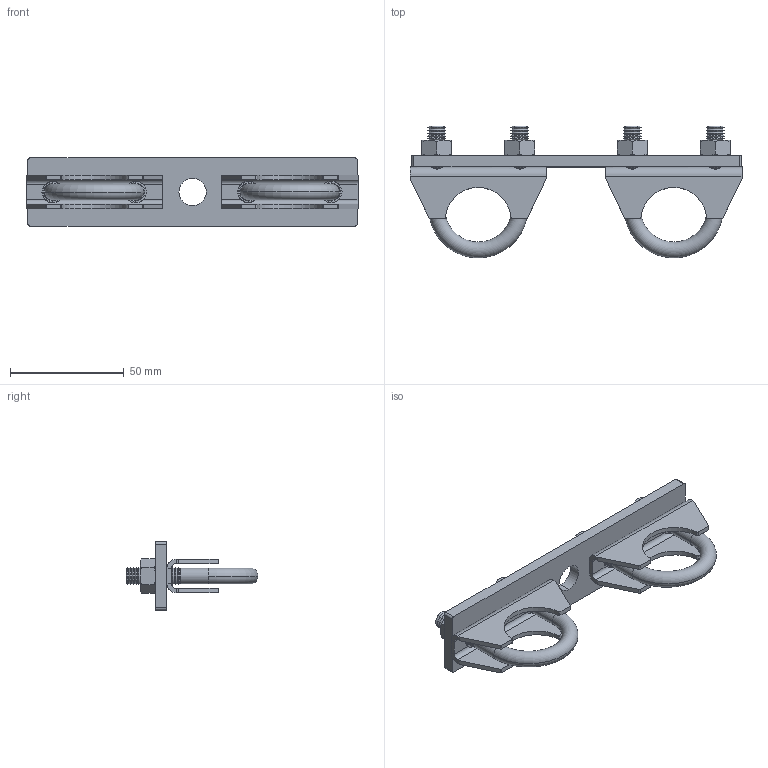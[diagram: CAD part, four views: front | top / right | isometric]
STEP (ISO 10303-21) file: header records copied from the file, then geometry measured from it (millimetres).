
FILE_DESCRIPTION (( 'STEP AP203' ), '1' );
FILE_NAME ('T63752.STEP', '2018-08-16T10:50:05', ( '' ), ( '' ), 'SwSTEP 2.0', 'SolidWorks 2016', '' );
FILE_SCHEMA (( 'CONFIG_CONTROL_DESIGN' ));
Length unit declared in the file: millimetre
Products named in the file (6): Hex Nut Style 1 GradeAB_Doughty Fastners_Hexagon Nut ISO - 4032 - M8 - D - S; T63749-2; T63749_For 5mm Plate; TH2669; T63749-1; T63752
Assembly tree (7 placements, depth 3):
  T63752
    TH2669
    T63749_For 5mm Plate  x2
      T63749-1
      T63749-2
      Hex Nut Style 1 GradeAB_Doughty Fastners_Hexagon Nut ISO - 4032 - M8 - D - S
Bounding box: 146 x 58 x 30 mm (x, y, z)
Volume: 41413.7 mm3; surface area: 29862.9 mm2
Topology: 9 solids, 9 shells, 704 faces, 1490 edges, 804 vertices
Faces by surface type: cone 464, cylinder 122, plane 106, bspline 8, torus 4
Entity records: 9226 total; most frequent: CARTESIAN_POINT 1947, DIRECTION 1524, ORIENTED_EDGE 1288, EDGE_CURVE 644, AXIS2_PLACEMENT_3D 605, VERTEX_POINT 352, EDGE_LOOP 316, LINE 314
